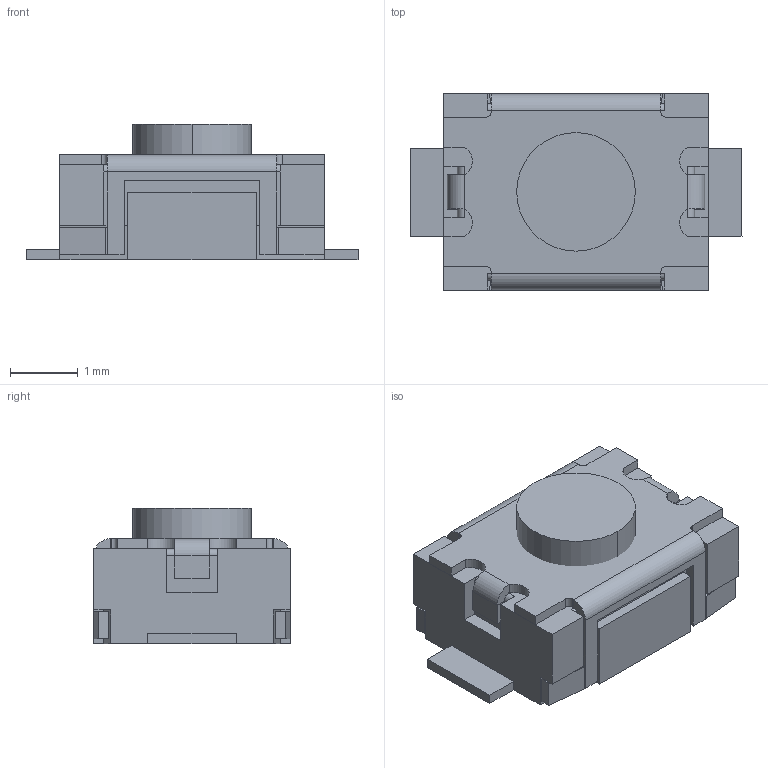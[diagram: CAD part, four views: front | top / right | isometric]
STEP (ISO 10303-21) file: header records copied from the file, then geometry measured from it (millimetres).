
FILE_DESCRIPTION(('FreeCAD Model'),'2;1');
FILE_NAME('Bright_TSA343G00-250J2.step','2019-10-13T12:50:18',('kicad StepUp'),( 'ksu MCAD'),'Open CASCADE STEP processor 7.3','FreeCAD','Unknown');
FILE_SCHEMA(('AUTOMOTIVE_DESIGN { 1 0 10303 214 1 1 1 1 }'));
Length unit declared in the file: millimetre
Products named in the file (1): Bright_TSA343G00-250J2
Bounding box: 4.9 x 2.9 x 2 mm (x, y, z)
Volume: 18.4 mm3; surface area: 81.6 mm2
Topology: 4 solids, 4 shells, 171 faces, 2090 edges, 8616 vertices
Faces by surface type: plane 141, cylinder 30
Entity records: 24725 total; most frequent: CARTESIAN_POINT 10878, DIRECTION 2734, LINE 1790, VECTOR 1790, GEOMETRIC_CURVE_SET 1673, TRIMMED_CURVE 1672, ORIENTED_EDGE 836, AXIS2_PLACEMENT_3D 472
